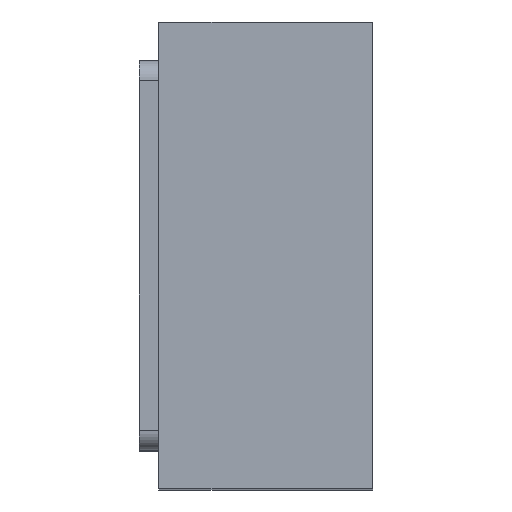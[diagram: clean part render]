
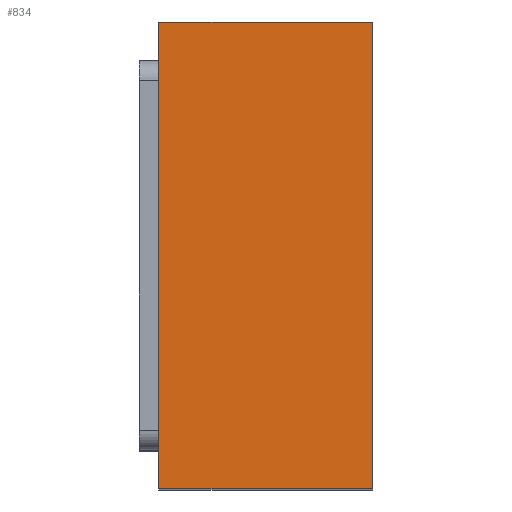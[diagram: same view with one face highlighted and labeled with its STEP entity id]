
A CAD part, top view. The second image highlights one B-rep face of the part: STEP entity #834.
In plain terms, the highlighted planar face has unit normal (0, 0, 1).
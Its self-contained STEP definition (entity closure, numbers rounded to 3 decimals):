
#44=PLANE('',#914);
#88=FACE_OUTER_BOUND('',#133,.T.);
#133=EDGE_LOOP('',(#686,#687,#688,#689));
#206=LINE('',#1359,#282);
#214=LINE('',#1374,#290);
#215=LINE('',#1376,#291);
#216=LINE('',#1377,#292);
#282=VECTOR('',#1130,0.55);
#290=VECTOR('',#1142,0.55);
#291=VECTOR('',#1145,1.2);
#292=VECTOR('',#1146,1.2);
#393=VERTEX_POINT('',#1355);
#395=VERTEX_POINT('',#1358);
#399=VERTEX_POINT('',#1370);
#400=VERTEX_POINT('',#1372);
#500=EDGE_CURVE('',#393,#395,#206,.T.);
#508=EDGE_CURVE('',#399,#400,#214,.T.);
#509=EDGE_CURVE('',#399,#393,#215,.T.);
#510=EDGE_CURVE('',#395,#400,#216,.T.);
#686=ORIENTED_EDGE('',*,*,#509,.F.);
#687=ORIENTED_EDGE('',*,*,#508,.T.);
#688=ORIENTED_EDGE('',*,*,#510,.F.);
#689=ORIENTED_EDGE('',*,*,#500,.F.);
#834=ADVANCED_FACE('',(#88),#44,.T.);
#914=AXIS2_PLACEMENT_3D('',#1375,#1143,#1144);
#1130=DIRECTION('',(1.,0.,0.));
#1142=DIRECTION('',(1.,0.,0.));
#1143=DIRECTION('center_axis',(0.,0.,1.));
#1144=DIRECTION('ref_axis',(0.,-1.,0.));
#1145=DIRECTION('',(0.,1.,0.));
#1146=DIRECTION('',(0.,-1.,0.));
#1355=CARTESIAN_POINT('',(0.,0.6,1.));
#1358=CARTESIAN_POINT('',(0.55,0.6,1.));
#1359=CARTESIAN_POINT('',(0.,0.6,1.));
#1370=CARTESIAN_POINT('',(0.,-0.6,1.));
#1372=CARTESIAN_POINT('',(0.55,-0.6,1.));
#1374=CARTESIAN_POINT('',(0.,-0.6,1.));
#1375=CARTESIAN_POINT('Origin',(0.,0.6,1.));
#1376=CARTESIAN_POINT('',(0.,-0.6,1.));
#1377=CARTESIAN_POINT('',(0.55,-0.6,1.));
